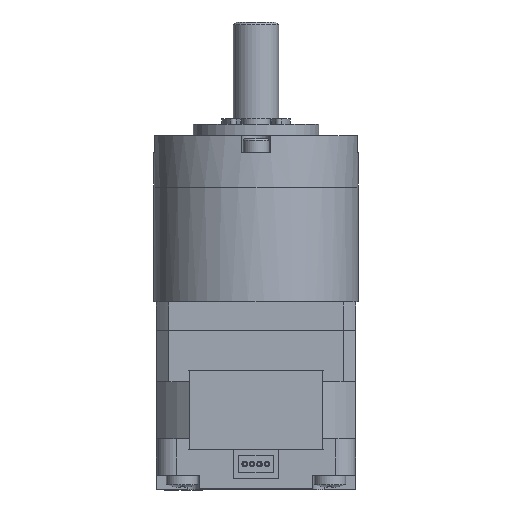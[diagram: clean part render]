
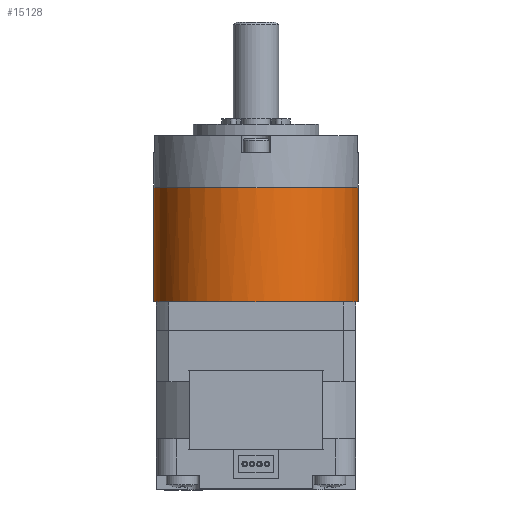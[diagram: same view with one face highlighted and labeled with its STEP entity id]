
A CAD part, front view. The second image highlights one B-rep face of the part: STEP entity #15128.
In plain terms, the highlighted cylindrical face has radius 18 mm (diameter 36 mm), a partial arc.
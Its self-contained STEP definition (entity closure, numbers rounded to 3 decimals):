
#553 = CARTESIAN_POINT ( 'NONE',  ( -17.5, -4.213, 33. ) ) ;
#688 = AXIS2_PLACEMENT_3D ( 'NONE', #25182, #28206, #14274 ) ;
#749 = DIRECTION ( 'NONE',  ( 1., 0., 0. ) ) ;
#878 = DIRECTION ( 'NONE',  ( 0., 0., -1. ) ) ;
#912 = ORIENTED_EDGE ( 'NONE', *, *, #12577, .T. ) ;
#934 = AXIS2_PLACEMENT_3D ( 'NONE', #34727, #17397, #5198 ) ;
#1095 = AXIS2_PLACEMENT_3D ( 'NONE', #10223, #36212, #7613 ) ;
#1114 = DIRECTION ( 'NONE',  ( 0., 0., 1. ) ) ;
#1332 = CARTESIAN_POINT ( 'NONE',  ( -14.632, -10.483, 33. ) ) ;
#1354 = AXIS2_PLACEMENT_3D ( 'NONE', #4575, #5129, #36179 ) ;
#1500 = CIRCLE ( 'NONE', #22530, 18. ) ;
#1650 = CARTESIAN_POINT ( 'NONE',  ( -18., 0., 62.2 ) ) ;
#2074 = FACE_OUTER_BOUND ( 'NONE', #29810, .T. ) ;
#2548 = CIRCLE ( 'NONE', #17026, 18. ) ;
#2880 = CARTESIAN_POINT ( 'NONE',  ( 4.213, -17.5, 33. ) ) ;
#3106 = VERTEX_POINT ( 'NONE', #553 ) ;
#3238 = DIRECTION ( 'NONE',  ( 0., 0., 1. ) ) ;
#3382 = VERTEX_POINT ( 'NONE', #21326 ) ;
#3535 = AXIS2_PLACEMENT_3D ( 'NONE', #20934, #26945, #17914 ) ;
#3751 = CARTESIAN_POINT ( 'NONE',  ( 0., 0., 33. ) ) ;
#3926 = CARTESIAN_POINT ( 'NONE',  ( 0., 0., 33. ) ) ;
#4219 = CARTESIAN_POINT ( 'NONE',  ( 14.632, -10.483, 33. ) ) ;
#4575 = CARTESIAN_POINT ( 'NONE',  ( 0., 0., 33. ) ) ;
#4917 = ORIENTED_EDGE ( 'NONE', *, *, #36960, .T. ) ;
#5094 = ORIENTED_EDGE ( 'NONE', *, *, #23013, .F. ) ;
#5129 = DIRECTION ( 'NONE',  ( 0., 0., 1. ) ) ;
#5198 = DIRECTION ( 'NONE',  ( 1., 0., 0. ) ) ;
#5257 = CYLINDRICAL_SURFACE ( 'NONE', #688, 18. ) ;
#5617 = VERTEX_POINT ( 'NONE', #22581 ) ;
#5753 = VERTEX_POINT ( 'NONE', #19286 ) ;
#6672 = CARTESIAN_POINT ( 'NONE',  ( 0., 0., 53.1 ) ) ;
#7613 = DIRECTION ( 'NONE',  ( 1., 0., 0. ) ) ;
#8037 = CARTESIAN_POINT ( 'NONE',  ( 18., 0., 53.1 ) ) ;
#8069 = AXIS2_PLACEMENT_3D ( 'NONE', #3926, #1114, #749 ) ;
#9449 = ORIENTED_EDGE ( 'NONE', *, *, #26143, .T. ) ;
#10223 = CARTESIAN_POINT ( 'NONE',  ( 0., 0., 33. ) ) ;
#10305 = CARTESIAN_POINT ( 'NONE',  ( 0., 0., 33. ) ) ;
#11028 = CARTESIAN_POINT ( 'NONE',  ( -18., 0., 53.1 ) ) ;
#11148 = ORIENTED_EDGE ( 'NONE', *, *, #22849, .T. ) ;
#12223 = EDGE_CURVE ( 'NONE', #17116, #5617, #32102, .T. ) ;
#12317 = VERTEX_POINT ( 'NONE', #1332 ) ;
#12561 = DIRECTION ( 'NONE',  ( 1., 0., 0. ) ) ;
#12577 = EDGE_CURVE ( 'NONE', #34612, #21361, #35698, .T. ) ;
#13105 = DIRECTION ( 'NONE',  ( 0., 0., -1. ) ) ;
#13827 = ORIENTED_EDGE ( 'NONE', *, *, #33835, .T. ) ;
#14274 = DIRECTION ( 'NONE',  ( -1., 0., 0. ) ) ;
#14707 = VERTEX_POINT ( 'NONE', #25276 ) ;
#14837 = DIRECTION ( 'NONE',  ( 0., 0., 1. ) ) ;
#15128 = ADVANCED_FACE ( 'NONE', ( #2074 ), #5257, .T. ) ;
#15501 = LINE ( 'NONE', #35474, #20129 ) ;
#17026 = AXIS2_PLACEMENT_3D ( 'NONE', #6672, #32998, #32817 ) ;
#17116 = VERTEX_POINT ( 'NONE', #2880 ) ;
#17397 = DIRECTION ( 'NONE',  ( 0., 0., 1. ) ) ;
#17914 = DIRECTION ( 'NONE',  ( 1., 0., 0. ) ) ;
#18852 = VERTEX_POINT ( 'NONE', #8037 ) ;
#18928 = AXIS2_PLACEMENT_3D ( 'NONE', #10305, #26888, #21796 ) ;
#19286 = CARTESIAN_POINT ( 'NONE',  ( -4.213, -17.5, 33. ) ) ;
#19906 = CARTESIAN_POINT ( 'NONE',  ( 17.5, -4.213, 33. ) ) ;
#20129 = VECTOR ( 'NONE', #878, 1000. ) ;
#20449 = ORIENTED_EDGE ( 'NONE', *, *, #35654, .T. ) ;
#20672 = EDGE_CURVE ( 'NONE', #27090, #18852, #2548, .T. ) ;
#20934 = CARTESIAN_POINT ( 'NONE',  ( 0., 0., 33. ) ) ;
#21326 = CARTESIAN_POINT ( 'NONE',  ( -18., 0., 33. ) ) ;
#21361 = VERTEX_POINT ( 'NONE', #29684 ) ;
#21796 = DIRECTION ( 'NONE',  ( 1., 0., 0. ) ) ;
#22490 = AXIS2_PLACEMENT_3D ( 'NONE', #32214, #3238, #31472 ) ;
#22530 = AXIS2_PLACEMENT_3D ( 'NONE', #35329, #35865, #27017 ) ;
#22556 = CIRCLE ( 'NONE', #18928, 18. ) ;
#22581 = CARTESIAN_POINT ( 'NONE',  ( 10.483, -14.632, 33. ) ) ;
#22849 = EDGE_CURVE ( 'NONE', #27482, #34612, #30354, .T. ) ;
#23013 = EDGE_CURVE ( 'NONE', #18852, #21361, #15501, .T. ) ;
#23214 = AXIS2_PLACEMENT_3D ( 'NONE', #3751, #14837, #12561 ) ;
#23958 = CIRCLE ( 'NONE', #3535, 18. ) ;
#24456 = ORIENTED_EDGE ( 'NONE', *, *, #32872, .T. ) ;
#25182 = CARTESIAN_POINT ( 'NONE',  ( 0., 0., 62.2 ) ) ;
#25276 = CARTESIAN_POINT ( 'NONE',  ( -10.483, -14.632, 33. ) ) ;
#25612 = ORIENTED_EDGE ( 'NONE', *, *, #27836, .T. ) ;
#26143 = EDGE_CURVE ( 'NONE', #5753, #17116, #28119, .T. ) ;
#26888 = DIRECTION ( 'NONE',  ( 0., 0., 1. ) ) ;
#26945 = DIRECTION ( 'NONE',  ( 0., 0., 1. ) ) ;
#27017 = DIRECTION ( 'NONE',  ( 1., 0., 0. ) ) ;
#27090 = VERTEX_POINT ( 'NONE', #11028 ) ;
#27482 = VERTEX_POINT ( 'NONE', #4219 ) ;
#27836 = EDGE_CURVE ( 'NONE', #3382, #3106, #23958, .T. ) ;
#28119 = CIRCLE ( 'NONE', #1095, 18. ) ;
#28206 = DIRECTION ( 'NONE',  ( 0., 0., -1. ) ) ;
#29234 = CIRCLE ( 'NONE', #23214, 18. ) ;
#29684 = CARTESIAN_POINT ( 'NONE',  ( 18., 0., 33. ) ) ;
#29810 = EDGE_LOOP ( 'NONE', ( #5094, #32783, #13827, #25612, #24456, #4917, #20449, #9449, #35709, #31634, #11148, #912 ) ) ;
#30245 = LINE ( 'NONE', #1650, #36240 ) ;
#30354 = CIRCLE ( 'NONE', #934, 18. ) ;
#31472 = DIRECTION ( 'NONE',  ( 1., 0., 0. ) ) ;
#31634 = ORIENTED_EDGE ( 'NONE', *, *, #36451, .T. ) ;
#32102 = CIRCLE ( 'NONE', #22490, 18. ) ;
#32214 = CARTESIAN_POINT ( 'NONE',  ( 0., 0., 33. ) ) ;
#32783 = ORIENTED_EDGE ( 'NONE', *, *, #20672, .F. ) ;
#32817 = DIRECTION ( 'NONE',  ( 1., 0., 0. ) ) ;
#32872 = EDGE_CURVE ( 'NONE', #3106, #12317, #35010, .T. ) ;
#32998 = DIRECTION ( 'NONE',  ( 0., 0., 1. ) ) ;
#33835 = EDGE_CURVE ( 'NONE', #27090, #3382, #30245, .T. ) ;
#34612 = VERTEX_POINT ( 'NONE', #19906 ) ;
#34727 = CARTESIAN_POINT ( 'NONE',  ( 0., 0., 33. ) ) ;
#35010 = CIRCLE ( 'NONE', #1354, 18. ) ;
#35329 = CARTESIAN_POINT ( 'NONE',  ( 0., 0., 33. ) ) ;
#35474 = CARTESIAN_POINT ( 'NONE',  ( 18., 0., 62.2 ) ) ;
#35654 = EDGE_CURVE ( 'NONE', #14707, #5753, #29234, .T. ) ;
#35698 = CIRCLE ( 'NONE', #8069, 18. ) ;
#35709 = ORIENTED_EDGE ( 'NONE', *, *, #12223, .T. ) ;
#35865 = DIRECTION ( 'NONE',  ( 0., 0., 1. ) ) ;
#36179 = DIRECTION ( 'NONE',  ( 1., 0., 0. ) ) ;
#36212 = DIRECTION ( 'NONE',  ( 0., 0., 1. ) ) ;
#36240 = VECTOR ( 'NONE', #13105, 1000. ) ;
#36451 = EDGE_CURVE ( 'NONE', #5617, #27482, #1500, .T. ) ;
#36960 = EDGE_CURVE ( 'NONE', #12317, #14707, #22556, .T. ) ;
